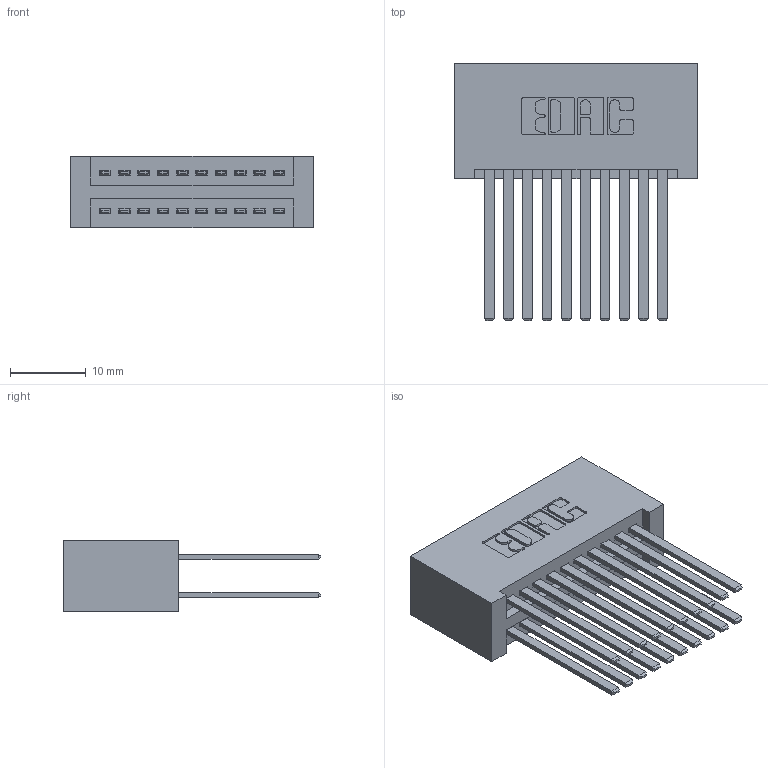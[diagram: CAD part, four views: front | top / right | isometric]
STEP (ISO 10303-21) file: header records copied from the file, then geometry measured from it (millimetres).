
FILE_DESCRIPTION (( 'STEP AP203' ), '1' );
FILE_NAME ('345-020-544-201.STEP', '2019-10-27T08:47:55', ( '' ), ( '' ), 'SwSTEP 2.0', 'SolidWorks 2016', '' );
FILE_SCHEMA (( 'CONFIG_CONTROL_DESIGN' ));
Length unit declared in the file: inch
Products named in the file (3): 345-020-544-201; 345-292-001_345-293-144; 345 Part_No Mounting Lugs
Assembly tree (21 placements, depth 2):
  345-020-544-201
    345 Part_No Mounting Lugs
    345-292-001_345-293-144  x20
Bounding box: 32 x 33.96 x 9.4 mm (x, y, z)
Volume: 3708.1 mm3; surface area: 5986.5 mm2
Topology: 21 solids, 21 shells, 998 faces, 2937 edges, 1930 vertices
Faces by surface type: plane 656, cylinder 342
Entity records: 11693 total; most frequent: CARTESIAN_POINT 1988, ORIENTED_EDGE 1922, DIRECTION 1785, EDGE_CURVE 961, LINE 801, VECTOR 801, VERTEX_POINT 638, AXIS2_PLACEMENT_3D 492
